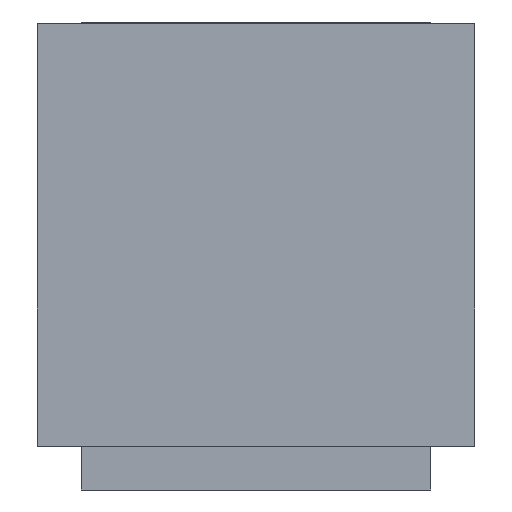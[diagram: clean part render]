
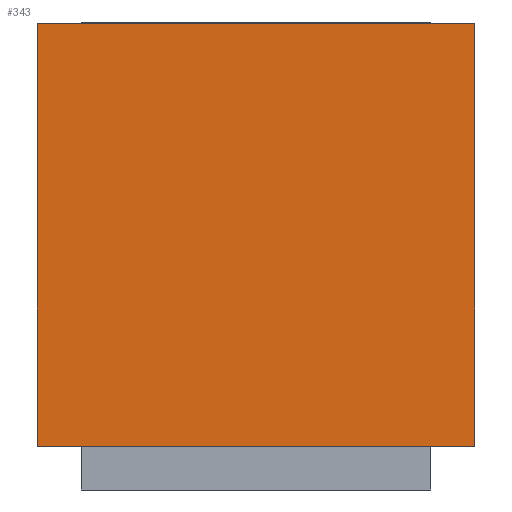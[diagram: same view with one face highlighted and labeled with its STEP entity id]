
A CAD part, left-side view. The second image highlights one B-rep face of the part: STEP entity #343.
In plain terms, the highlighted planar face has unit normal (-1, 0, 0).
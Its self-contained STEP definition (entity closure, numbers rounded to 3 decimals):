
#8 = DIRECTION ( 'NONE',  ( 0., 0., 1. ) ) ;
#12 = VERTEX_POINT ( 'NONE', #529 ) ;
#28 = ORIENTED_EDGE ( 'NONE', *, *, #172, .F. ) ;
#33 = CARTESIAN_POINT ( 'NONE',  ( -0.3, 0.15, 0.32 ) ) ;
#35 = VECTOR ( 'NONE', #595, 1000. ) ;
#80 = LINE ( 'NONE', #116, #460 ) ;
#84 = DIRECTION ( 'NONE',  ( -1., 0., 0. ) ) ;
#103 = ORIENTED_EDGE ( 'NONE', *, *, #135, .F. ) ;
#116 = CARTESIAN_POINT ( 'NONE',  ( -0.3, 0.15, 0.03 ) ) ;
#127 = VERTEX_POINT ( 'NONE', #697 ) ;
#129 = ORIENTED_EDGE ( 'NONE', *, *, #361, .F. ) ;
#135 = EDGE_CURVE ( 'NONE', #489, #340, #390, .T. ) ;
#172 = EDGE_CURVE ( 'NONE', #340, #127, #410, .T. ) ;
#218 = EDGE_CURVE ( 'NONE', #489, #12, #80, .T. ) ;
#237 = VECTOR ( 'NONE', #341, 1000. ) ;
#267 = LINE ( 'NONE', #638, #237 ) ;
#331 = EDGE_LOOP ( 'NONE', ( #28, #103, #696, #129 ) ) ;
#340 = VERTEX_POINT ( 'NONE', #33 ) ;
#341 = DIRECTION ( 'NONE',  ( 0., 0., -1. ) ) ;
#343 = ADVANCED_FACE ( 'NONE', ( #636 ), #689, .T. ) ;
#361 = EDGE_CURVE ( 'NONE', #127, #12, #267, .T. ) ;
#375 = CARTESIAN_POINT ( 'NONE',  ( -0.3, 0., 0.32 ) ) ;
#390 = LINE ( 'NONE', #669, #686 ) ;
#410 = LINE ( 'NONE', #375, #35 ) ;
#417 = CARTESIAN_POINT ( 'NONE',  ( -0.3, 0.15, 0.03 ) ) ;
#460 = VECTOR ( 'NONE', #483, 1000. ) ;
#462 = DIRECTION ( 'NONE',  ( 0., 0., 1. ) ) ;
#467 = AXIS2_PLACEMENT_3D ( 'NONE', #510, #84, #462 ) ;
#483 = DIRECTION ( 'NONE',  ( 0., -1., 0. ) ) ;
#489 = VERTEX_POINT ( 'NONE', #417 ) ;
#510 = CARTESIAN_POINT ( 'NONE',  ( -0.3, 0.15, 0.03 ) ) ;
#529 = CARTESIAN_POINT ( 'NONE',  ( -0.3, -0.15, 0.03 ) ) ;
#595 = DIRECTION ( 'NONE',  ( 0., -1., 0. ) ) ;
#636 = FACE_OUTER_BOUND ( 'NONE', #331, .T. ) ;
#638 = CARTESIAN_POINT ( 'NONE',  ( -0.3, -0.15, 0.03 ) ) ;
#669 = CARTESIAN_POINT ( 'NONE',  ( -0.3, 0.15, 0.03 ) ) ;
#686 = VECTOR ( 'NONE', #8, 1000. ) ;
#689 = PLANE ( 'NONE',  #467 ) ;
#696 = ORIENTED_EDGE ( 'NONE', *, *, #218, .T. ) ;
#697 = CARTESIAN_POINT ( 'NONE',  ( -0.3, -0.15, 0.32 ) ) ;
